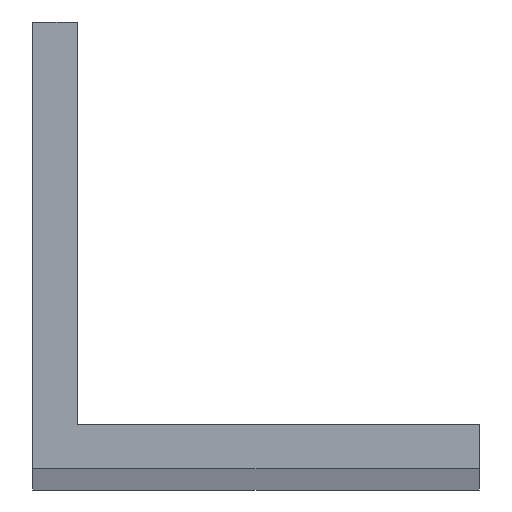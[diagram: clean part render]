
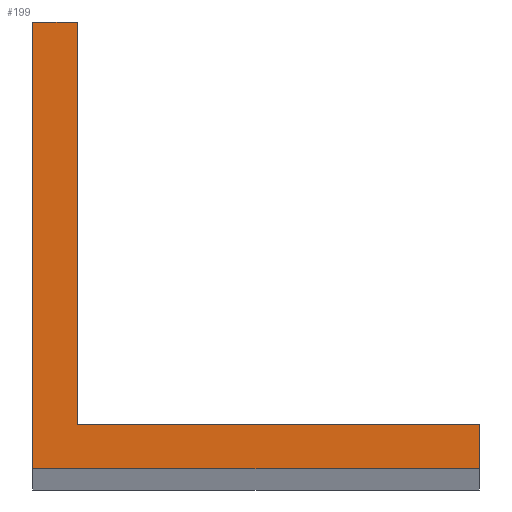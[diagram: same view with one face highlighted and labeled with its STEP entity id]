
A CAD part, top view. The second image highlights one B-rep face of the part: STEP entity #199.
In plain terms, the highlighted planar face has unit normal (0, 0, 1).
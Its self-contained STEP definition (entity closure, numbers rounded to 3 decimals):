
#4 = DIRECTION ( 'NONE',  ( 1., 0., 0. ) ) ;
#16 = CARTESIAN_POINT ( 'NONE',  ( 5.5, -10.098, 0. ) ) ;
#21 = DIRECTION ( 'NONE',  ( 0., -1., 0. ) ) ;
#25 = ORIENTED_EDGE ( 'NONE', *, *, #246, .T. ) ;
#26 = VECTOR ( 'NONE', #80, 1000. ) ;
#27 = ORIENTED_EDGE ( 'NONE', *, *, #49, .F. ) ;
#30 = CARTESIAN_POINT ( 'NONE',  ( -12.5, 0., 0. ) ) ;
#35 = DIRECTION ( 'NONE',  ( 1., 0., 0. ) ) ;
#40 = EDGE_CURVE ( 'NONE', #44, #127, #260, .T. ) ;
#41 = VECTOR ( 'NONE', #227, 1000. ) ;
#44 = VERTEX_POINT ( 'NONE', #54 ) ;
#46 = VECTOR ( 'NONE', #71, 1000. ) ;
#49 = EDGE_CURVE ( 'NONE', #208, #194, #101, .T. ) ;
#54 = CARTESIAN_POINT ( 'NONE',  ( 5.5, -8.098, 0. ) ) ;
#56 = DIRECTION ( 'NONE',  ( 0., 0., 1. ) ) ;
#58 = CARTESIAN_POINT ( 'NONE',  ( 0., -10.098, 0. ) ) ;
#71 = DIRECTION ( 'NONE',  ( 0., -1., 0. ) ) ;
#80 = DIRECTION ( 'NONE',  ( 1., 0., 0. ) ) ;
#82 = LINE ( 'NONE', #211, #26 ) ;
#90 = VECTOR ( 'NONE', #96, 1000. ) ;
#96 = DIRECTION ( 'NONE',  ( -1., 0., 0. ) ) ;
#101 = LINE ( 'NONE', #30, #41 ) ;
#113 = LINE ( 'NONE', #58, #179 ) ;
#126 = CARTESIAN_POINT ( 'NONE',  ( -14.5, 9.902, 0. ) ) ;
#127 = VERTEX_POINT ( 'NONE', #16 ) ;
#138 = CARTESIAN_POINT ( 'NONE',  ( 5.5, 0., 0. ) ) ;
#139 = EDGE_CURVE ( 'NONE', #238, #208, #82, .T. ) ;
#146 = EDGE_CURVE ( 'NONE', #44, #194, #214, .T. ) ;
#147 = CARTESIAN_POINT ( 'NONE',  ( -14.5, 0., 0. ) ) ;
#158 = VECTOR ( 'NONE', #21, 1000. ) ;
#162 = CARTESIAN_POINT ( 'NONE',  ( 0., 0., 0. ) ) ;
#170 = ORIENTED_EDGE ( 'NONE', *, *, #40, .F. ) ;
#174 = ORIENTED_EDGE ( 'NONE', *, *, #139, .F. ) ;
#178 = ORIENTED_EDGE ( 'NONE', *, *, #201, .T. ) ;
#179 = VECTOR ( 'NONE', #35, 1000. ) ;
#183 = CARTESIAN_POINT ( 'NONE',  ( 0., -8.098, 0. ) ) ;
#189 = ORIENTED_EDGE ( 'NONE', *, *, #146, .T. ) ;
#194 = VERTEX_POINT ( 'NONE', #247 ) ;
#199 = ADVANCED_FACE ( 'NONE', ( #230 ), #210, .T. ) ;
#201 = EDGE_CURVE ( 'NONE', #229, #127, #113, .T. ) ;
#208 = VERTEX_POINT ( 'NONE', #231 ) ;
#209 = AXIS2_PLACEMENT_3D ( 'NONE', #162, #56, #4 ) ;
#210 = PLANE ( 'NONE',  #209 ) ;
#211 = CARTESIAN_POINT ( 'NONE',  ( 0., 9.902, 0. ) ) ;
#214 = LINE ( 'NONE', #183, #90 ) ;
#222 = LINE ( 'NONE', #147, #158 ) ;
#227 = DIRECTION ( 'NONE',  ( 0., -1., 0. ) ) ;
#229 = VERTEX_POINT ( 'NONE', #251 ) ;
#230 = FACE_OUTER_BOUND ( 'NONE', #250, .T. ) ;
#231 = CARTESIAN_POINT ( 'NONE',  ( -12.5, 9.902, 0. ) ) ;
#238 = VERTEX_POINT ( 'NONE', #126 ) ;
#246 = EDGE_CURVE ( 'NONE', #238, #229, #222, .T. ) ;
#247 = CARTESIAN_POINT ( 'NONE',  ( -12.5, -8.098, 0. ) ) ;
#250 = EDGE_LOOP ( 'NONE', ( #27, #174, #25, #178, #170, #189 ) ) ;
#251 = CARTESIAN_POINT ( 'NONE',  ( -14.5, -10.098, 0. ) ) ;
#260 = LINE ( 'NONE', #138, #46 ) ;
